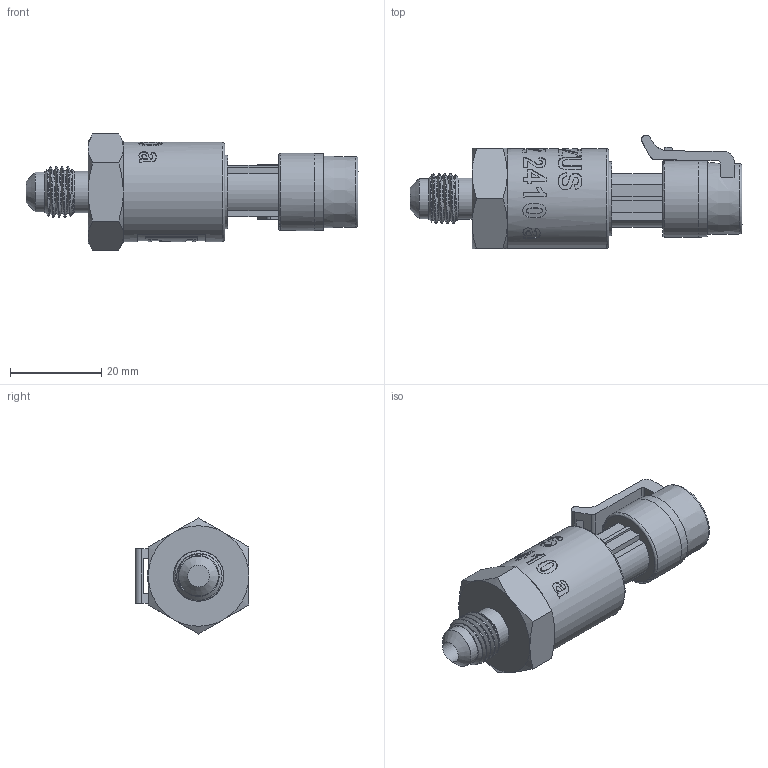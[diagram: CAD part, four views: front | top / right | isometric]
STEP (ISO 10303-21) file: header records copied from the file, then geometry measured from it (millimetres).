
FILE_DESCRIPTION(/* description */ (''),/* implementation_level */ '2;1');
FILE_NAME(/* name */ 'APZ2410a_7''16-20UNF_Pac.step',/* time_stamp */ '2021-07-15T11:59:33+03:00',/* author */ (''),/* organization */ (''),/* preprocessor_version */ 'ST-DEVELOPER v18.1',/* originating_system */ 'Autodesk Translation Framework v10.9.0.1377',/* authorisation */ '');
FILE_SCHEMA (('AUTOMOTIVE_DESIGN { 1 0 10303 214 3 1 1 }'));
Length unit declared in the file: millimetre
Products named in the file (4): АПЗ 2410 a - filled (not 100% correct
); 7/16-20 UNF; Packard male v13; Packard female v5
Assembly tree (3 placements, depth 2):
  АПЗ 2410 a - filled (not 100% correct
)
    7/16-20 UNF
    Packard male v13
    Packard female v5
Bounding box: 72.7 x 24.89 x 25.4 mm (x, y, z)
Volume: 17034.2 mm3; surface area: 10594 mm2
Topology: 10 solids, 10 shells, 506 faces, 1300 edges, 860 vertices
Faces by surface type: bspline 246, plane 154, cylinder 68, cone 32, torus 6
Full cylindrical faces by diameter (mm): 1.5 x3, 4.78 x1, 8.74 x1, 9 x1, 9.601 x4, 10.123 x1, 11.011 x3, 12 x1, 12.623 x2, 13.9 x1, 16.2 x1, 16.9 x1, 18.2 x1, 19 x1, 20.2 x1, 21.2 x1, 21.8 x1
Entity records: 21282 total; most frequent: CARTESIAN_POINT 10505, ORIENTED_EDGE 2600, DIRECTION 1436, EDGE_CURVE 1300, VERTEX_POINT 860, LINE 576, VECTOR 576, EDGE_LOOP 564
